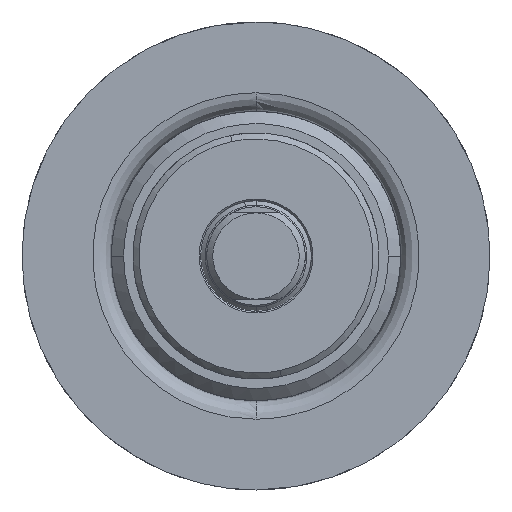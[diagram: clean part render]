
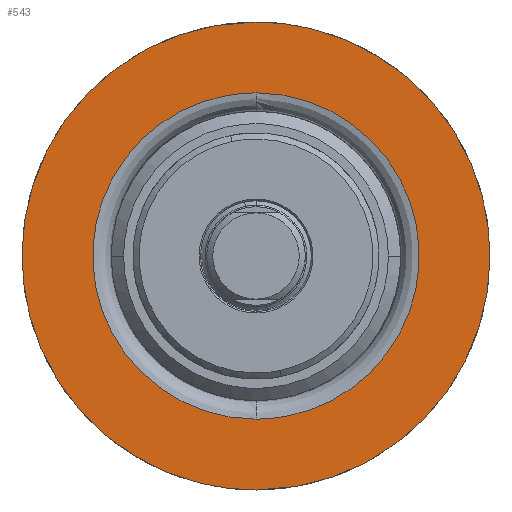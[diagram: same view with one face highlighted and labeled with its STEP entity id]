
A CAD part, left-side view. The second image highlights one B-rep face of the part: STEP entity #543.
In plain terms, the highlighted free-form (B-spline) face has degree [1, 1] with [2, 2] control points.
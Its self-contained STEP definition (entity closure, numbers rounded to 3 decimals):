
#89 = VERTEX_POINT('',#90);
#90 = CARTESIAN_POINT('',(-146.56,0.,
    -23.754));
#96 = EDGE_CURVE('',#97,#89,#99,.T.);
#97 = VERTEX_POINT('',#98);
#98 = CARTESIAN_POINT('',(-146.56,0.,
    23.754));
#99 = ( BOUNDED_CURVE() B_SPLINE_CURVE(2,(#100,#101,#102,#103,#104),
.UNSPECIFIED.,.F.,.F.) B_SPLINE_CURVE_WITH_KNOTS((3,2,3),(0.,
1.571,3.142),.PIECEWISE_BEZIER_KNOTS.) CURVE() 
GEOMETRIC_REPRESENTATION_ITEM() RATIONAL_B_SPLINE_CURVE((1.,
0.707,1.,0.707,1.)) REPRESENTATION_ITEM('') );
#100 = CARTESIAN_POINT('',(-146.56,0.,
    23.754));
#101 = CARTESIAN_POINT('',(-146.56,-23.754,
    23.754));
#102 = CARTESIAN_POINT('',(-146.56,-23.754,
    0.));
#103 = CARTESIAN_POINT('',(-146.56,-23.754,
    -23.754));
#104 = CARTESIAN_POINT('',(-146.56,0.,
    -23.754));
#144 = VERTEX_POINT('',#145);
#145 = CARTESIAN_POINT('',(-146.56,0.,
    34.063));
#150 = EDGE_CURVE('',#151,#144,#153,.T.);
#151 = VERTEX_POINT('',#152);
#152 = CARTESIAN_POINT('',(-146.56,0.,
    -34.063));
#153 = ( BOUNDED_CURVE() B_SPLINE_CURVE(2,(#154,#155,#156,#157,#158),
.UNSPECIFIED.,.F.,.F.) B_SPLINE_CURVE_WITH_KNOTS((3,2,3),(0.,
1.571,3.142),.PIECEWISE_BEZIER_KNOTS.) CURVE() 
GEOMETRIC_REPRESENTATION_ITEM() RATIONAL_B_SPLINE_CURVE((1.,
0.707,1.,0.707,1.)) REPRESENTATION_ITEM('') );
#154 = CARTESIAN_POINT('',(-146.56,0.,
    -34.063));
#155 = CARTESIAN_POINT('',(-146.56,-34.063,
    -34.063));
#156 = CARTESIAN_POINT('',(-146.56,-34.063,
    0.));
#157 = CARTESIAN_POINT('',(-146.56,-34.063,
    34.063));
#158 = CARTESIAN_POINT('',(-146.56,0.,
    34.063));
#543 = ADVANCED_FACE('',(#544,#555),#566,.F.);
#544 = FACE_BOUND('',#545,.T.);
#545 = EDGE_LOOP('',(#546,#547));
#546 = ORIENTED_EDGE('',*,*,#96,.T.);
#547 = ORIENTED_EDGE('',*,*,#548,.T.);
#548 = EDGE_CURVE('',#89,#97,#549,.T.);
#549 = ( BOUNDED_CURVE() B_SPLINE_CURVE(2,(#550,#551,#552,#553,#554),
.UNSPECIFIED.,.F.,.F.) B_SPLINE_CURVE_WITH_KNOTS((3,2,3),(3.142,
4.712,6.283),.PIECEWISE_BEZIER_KNOTS.) CURVE() 
GEOMETRIC_REPRESENTATION_ITEM() RATIONAL_B_SPLINE_CURVE((1.,
0.707,1.,0.707,1.)) REPRESENTATION_ITEM('') );
#550 = CARTESIAN_POINT('',(-146.56,0.,
    -23.754));
#551 = CARTESIAN_POINT('',(-146.56,23.754,
    -23.754));
#552 = CARTESIAN_POINT('',(-146.56,23.754,
    0.));
#553 = CARTESIAN_POINT('',(-146.56,23.754,
    23.754));
#554 = CARTESIAN_POINT('',(-146.56,0.,
    23.754));
#555 = FACE_BOUND('',#556,.T.);
#556 = EDGE_LOOP('',(#557,#558));
#557 = ORIENTED_EDGE('',*,*,#150,.T.);
#558 = ORIENTED_EDGE('',*,*,#559,.T.);
#559 = EDGE_CURVE('',#144,#151,#560,.T.);
#560 = ( BOUNDED_CURVE() B_SPLINE_CURVE(2,(#561,#562,#563,#564,#565),
.UNSPECIFIED.,.F.,.F.) B_SPLINE_CURVE_WITH_KNOTS((3,2,3),(3.142,
4.712,6.283),.PIECEWISE_BEZIER_KNOTS.) CURVE() 
GEOMETRIC_REPRESENTATION_ITEM() RATIONAL_B_SPLINE_CURVE((1.,
0.707,1.,0.707,1.)) REPRESENTATION_ITEM('') );
#561 = CARTESIAN_POINT('',(-146.56,0.,
    34.063));
#562 = CARTESIAN_POINT('',(-146.56,34.063,
    34.063));
#563 = CARTESIAN_POINT('',(-146.56,34.063,
    0.));
#564 = CARTESIAN_POINT('',(-146.56,34.063,
    -34.063));
#565 = CARTESIAN_POINT('',(-146.56,0.,
    -34.063));
#566 = B_SPLINE_SURFACE_WITH_KNOTS('',1,1,(
    (#567,#568)
    ,(#569,#570
    )),.UNSPECIFIED.,.F.,.F.,.F.,(2,2),(2,2),(-38.,38.),(-61.5,14.5),
  .PIECEWISE_BEZIER_KNOTS.);
#567 = CARTESIAN_POINT('',(-146.56,34.063,
    -34.063));
#568 = CARTESIAN_POINT('',(-146.56,-34.063,
    -34.063));
#569 = CARTESIAN_POINT('',(-146.56,34.063,
    34.063));
#570 = CARTESIAN_POINT('',(-146.56,-34.063,
    34.063));
